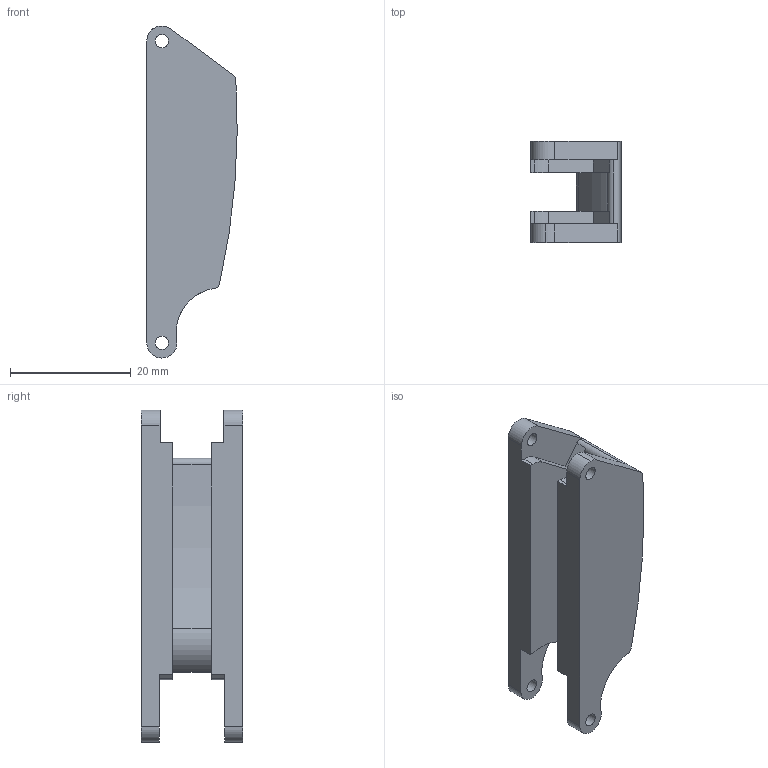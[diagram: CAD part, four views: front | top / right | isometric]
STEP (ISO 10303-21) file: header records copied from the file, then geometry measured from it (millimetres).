
FILE_DESCRIPTION(('HOOPS Exchange Step'),'2;1');
FILE_NAME('temp_export','2025-08-20T15:42:51+08:00',('maoge'),('Shapr3D Limited'),'HOOPS Exchange 2024.8','Shapr3D','Authorized');
FILE_SCHEMA( ('AP242_MANAGED_MODEL_BASED_3D_ENGINEERING_MIM_LF {1 0 10303 442 1 1 4}') );
Length unit declared in the file: millimetre
Products named in the file (1): 指柱实体
Bounding box: 14.98 x 16.8 x 55.01 mm (x, y, z)
Volume: 6783.3 mm3; surface area: 4038.3 mm2
Topology: 1 solids, 1 shells, 42 faces, 126 edges, 86 vertices
Faces by surface type: cylinder 24, plane 18
Full cylindrical faces by diameter (mm): 2.2 x4
Entity records: 1512 total; most frequent: DIRECTION 276, CARTESIAN_POINT 256, ORIENTED_EDGE 252, EDGE_CURVE 126, AXIS2_PLACEMENT_3D 106, VERTEX_POINT 86, VECTOR 64, LINE 64
